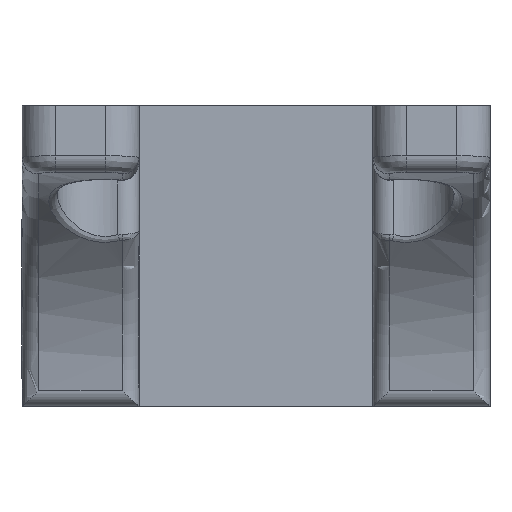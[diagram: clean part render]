
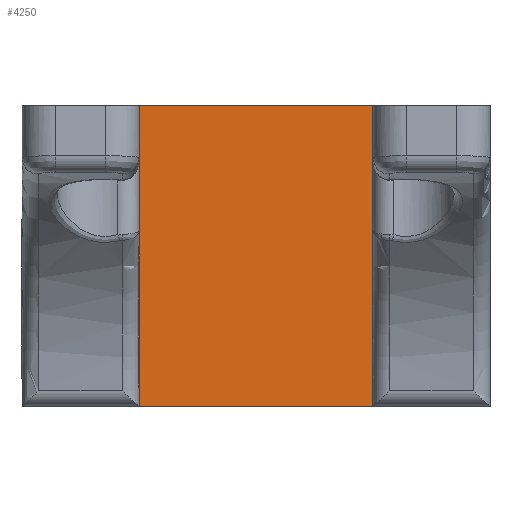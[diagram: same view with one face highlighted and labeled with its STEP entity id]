
A CAD part, front view. The second image highlights one B-rep face of the part: STEP entity #4250.
In plain terms, the highlighted planar face has unit normal (0, -1, 0).
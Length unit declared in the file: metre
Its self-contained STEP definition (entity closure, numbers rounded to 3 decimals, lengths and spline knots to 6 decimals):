
#287=LINE('',#5916,#633);
#294=LINE('',#5935,#640);
#302=LINE('',#6037,#648);
#309=LINE('',#6063,#655);
#633=VECTOR('',#4751,1.);
#640=VECTOR('',#4764,1.);
#648=VECTOR('',#4794,1.);
#655=VECTOR('',#4813,1.);
#1138=ORIENTED_EDGE('',*,*,#2446,.T.);
#1139=ORIENTED_EDGE('',*,*,#2420,.F.);
#1140=ORIENTED_EDGE('',*,*,#2458,.F.);
#1141=ORIENTED_EDGE('',*,*,#2411,.T.);
#2411=EDGE_CURVE('',#3074,#3073,#287,.T.);
#2420=EDGE_CURVE('',#3082,#3083,#294,.T.);
#2446=EDGE_CURVE('',#3073,#3083,#302,.T.);
#2458=EDGE_CURVE('',#3074,#3082,#309,.T.);
#3073=VERTEX_POINT('',#5915);
#3074=VERTEX_POINT('',#5917);
#3082=VERTEX_POINT('',#5934);
#3083=VERTEX_POINT('',#5936);
#3623=EDGE_LOOP('',(#1138,#1139,#1140,#1141));
#3899=FACE_BOUND('',#3623,.T.);
#4158=PLANE('',#4528);
#4250=ADVANCED_FACE('',(#3899),#4158,.F.);
#4528=AXIS2_PLACEMENT_3D('',#6062,#4811,#4812);
#4751=DIRECTION('',(0.,0.,-1.));
#4764=DIRECTION('',(0.,0.,-1.));
#4794=DIRECTION('',(1.,0.,0.));
#4811=DIRECTION('',(0.,1.,0.));
#4812=DIRECTION('',(0.,0.,1.));
#4813=DIRECTION('',(1.,0.,0.));
#5915=CARTESIAN_POINT('',(0.003,-0.003,0.));
#5916=CARTESIAN_POINT('',(0.003,-0.003,0.018));
#5917=CARTESIAN_POINT('',(0.003,-0.003,0.018));
#5934=CARTESIAN_POINT('',(0.017,-0.003,0.018));
#5935=CARTESIAN_POINT('',(0.017,-0.003,0.018));
#5936=CARTESIAN_POINT('',(0.017,-0.003,0.));
#6037=CARTESIAN_POINT('',(0.01,-0.003,0.));
#6062=CARTESIAN_POINT('',(0.01,-0.003,0.018));
#6063=CARTESIAN_POINT('',(0.01,-0.003,0.018));
